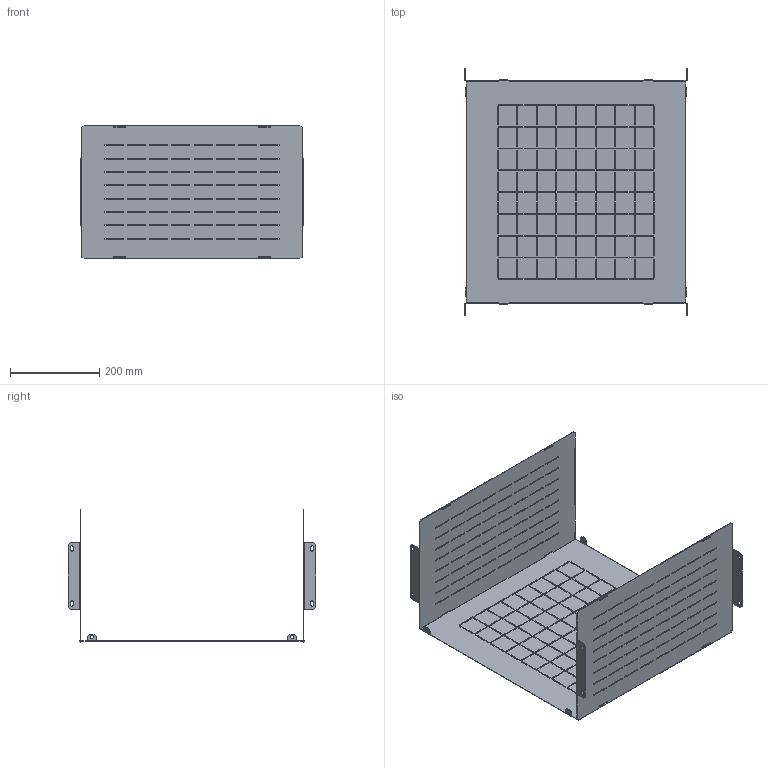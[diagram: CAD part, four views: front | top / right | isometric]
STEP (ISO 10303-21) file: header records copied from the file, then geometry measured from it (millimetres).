
FILE_DESCRIPTION (( 'STEP AP203' ), '1' );
FILE_NAME ('MA1.800.060603.01.00 Ïåðåãîðîäêè äëÿ ñáîðêè ãîðèçîíòàëüíûõ øèí Ø600 Ã600 EKF AleSta AleSta-PCHB66.STEP', '2024-06-06T07:28:35', ( '' ), ( '' ), 'SwSTEP 2.0', 'SolidWorks 2021', '' );
FILE_SCHEMA (( 'CONFIG_CONTROL_DESIGN' ));
Length unit declared in the file: millimetre
Products named in the file (3): MA1.800.060603.01.00 Ïåðåãîðîäêè äëÿ ñáîðêè ãîðèçîíòàëüíûõ øèí Ø600 Ã600 EKF AleSta AleSta-PCHB66; MA1.800.060603.01.02 ôðîíòàëüíàÿ ÷àñòü_˜=600; MA1.800.060603.01.01 ãîðèçîíòàëüíàÿ ÷àñòü_ƒ=600
Assembly tree (3 placements, depth 2):
  MA1.800.060603.01.00 Ïåðåãîðîäêè äëÿ ñáîðêè ãîðèçîíòàëüíûõ øèí Ø600 Ã600 EKF AleSta AleSta-PCHB66
    MA1.800.060603.01.01 ãîðèçîíòàëüíàÿ ÷àñòü_ƒ=600
    MA1.800.060603.01.02 ôðîíòàëüíàÿ ÷àñòü_˜=600  x2
Bounding box: 499 x 556.01 x 300 mm (x, y, z)
Volume: 535836.9 mm3; surface area: 1102655.5 mm2
Topology: 3 solids, 3 shells, 1394 faces, 4100 edges, 2712 vertices
Faces by surface type: plane 1354, cylinder 40
Entity records: 35169 total; most frequent: CARTESIAN_POINT 6130, ORIENTED_EDGE 6120, DIRECTION 5256, EDGE_CURVE 3060, VECTOR 2956, LINE 2956, VERTEX_POINT 2024, EDGE_LOOP 1504
